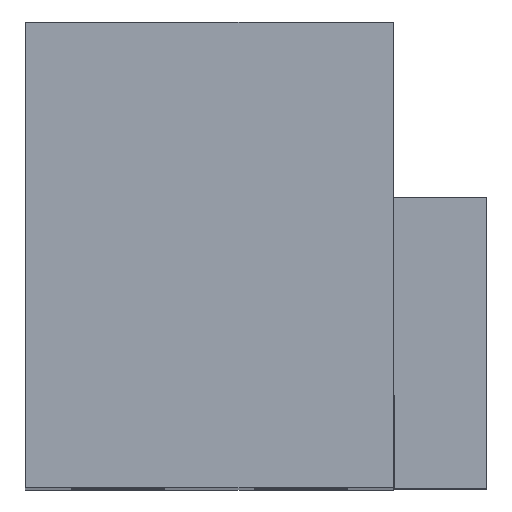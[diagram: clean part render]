
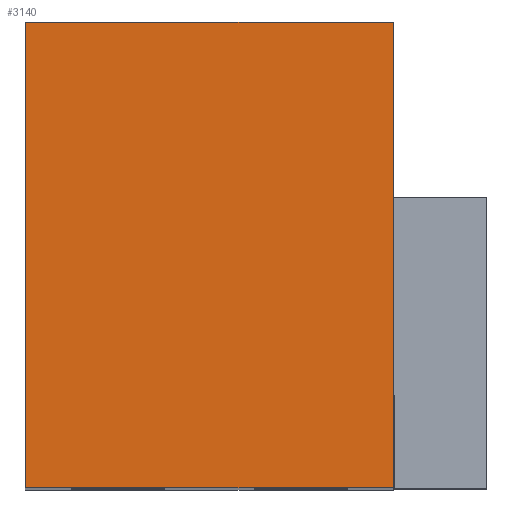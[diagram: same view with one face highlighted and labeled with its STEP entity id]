
A CAD part, top view. The second image highlights one B-rep face of the part: STEP entity #3140.
In plain terms, the highlighted planar face has unit normal (0, 0, 1).
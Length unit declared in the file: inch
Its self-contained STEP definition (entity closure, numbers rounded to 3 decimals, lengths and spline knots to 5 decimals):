
#2812 = VERTEX_POINT ( 'NONE', #5288 ) ;
#2814 = VERTEX_POINT ( 'NONE', #5293 ) ;
#2816 = EDGE_CURVE ( 'NONE', #2814, #2812, #5303, .T. ) ;
#3013 = EDGE_CURVE ( 'NONE', #2812, #3040, #5942, .T. ) ;
#3040 = VERTEX_POINT ( 'NONE', #6070 ) ;
#3065 = ORIENTED_EDGE ( 'NONE', *, *, #3190, .T. ) ;
#3125 = ORIENTED_EDGE ( 'NONE', *, *, #3013, .T. ) ;
#3128 = EDGE_CURVE ( 'NONE', #3040, #3188, #6201, .T. ) ;
#3130 = ORIENTED_EDGE ( 'NONE', *, *, #3128, .T. ) ;
#3139 = ORIENTED_EDGE ( 'NONE', *, *, #2816, .T. ) ;
#3140 = ADVANCED_FACE ( 'NONE', ( #6250 ), #6495, .T. ) ;
#3141 = EDGE_LOOP ( 'NONE', ( #3065, #3139, #3125, #3130 ) ) ;
#3188 = VERTEX_POINT ( 'NONE', #6382 ) ;
#3190 = EDGE_CURVE ( 'NONE', #3188, #2814, #6375, .T. ) ;
#5277 = DIRECTION ( 'NONE',  ( 1., 0., 0. ) ) ;
#5278 = VECTOR ( 'NONE', #5277, 39.37008 ) ;
#5279 = CARTESIAN_POINT ( 'NONE',  ( -0.07925, -0.1375, 0.27559 ) ) ;
#5288 = CARTESIAN_POINT ( 'NONE',  ( 0.07875, -0.1375, 0.27559 ) ) ;
#5293 = CARTESIAN_POINT ( 'NONE',  ( -0.07925, -0.1375, 0.27559 ) ) ;
#5303 = LINE ( 'NONE', #5279, #5278 ) ;
#5939 = DIRECTION ( 'NONE',  ( 0., 1., 0. ) ) ;
#5940 = VECTOR ( 'NONE', #5939, 39.37008 ) ;
#5941 = CARTESIAN_POINT ( 'NONE',  ( 0.07875, 0.0625, 0.27559 ) ) ;
#5942 = LINE ( 'NONE', #5941, #5940 ) ;
#6070 = CARTESIAN_POINT ( 'NONE',  ( 0.07875, 0.0625, 0.27559 ) ) ;
#6201 = LINE ( 'NONE', #6219, #6218 ) ;
#6217 = DIRECTION ( 'NONE',  ( -1., 0., 0. ) ) ;
#6218 = VECTOR ( 'NONE', #6217, 39.37008 ) ;
#6219 = CARTESIAN_POINT ( 'NONE',  ( -0.07925, 0.0625, 0.27559 ) ) ;
#6250 = FACE_OUTER_BOUND ( 'NONE', #3141, .T. ) ;
#6289 = DIRECTION ( 'NONE',  ( 0., -1., 0. ) ) ;
#6290 = VECTOR ( 'NONE', #6289, 39.37008 ) ;
#6374 = CARTESIAN_POINT ( 'NONE',  ( -0.07925, 0.0625, 0.27559 ) ) ;
#6375 = LINE ( 'NONE', #6374, #6290 ) ;
#6382 = CARTESIAN_POINT ( 'NONE',  ( -0.07925, 0.0625, 0.27559 ) ) ;
#6491 = DIRECTION ( 'NONE',  ( 1., 0., 0. ) ) ;
#6492 = DIRECTION ( 'NONE',  ( 0., 0., 1. ) ) ;
#6493 = CARTESIAN_POINT ( 'NONE',  ( -0.07925, -0.1375, 0.27559 ) ) ;
#6494 = AXIS2_PLACEMENT_3D ( 'NONE', #6493, #6492, #6491 ) ;
#6495 = PLANE ( 'NONE',  #6494 ) ;
